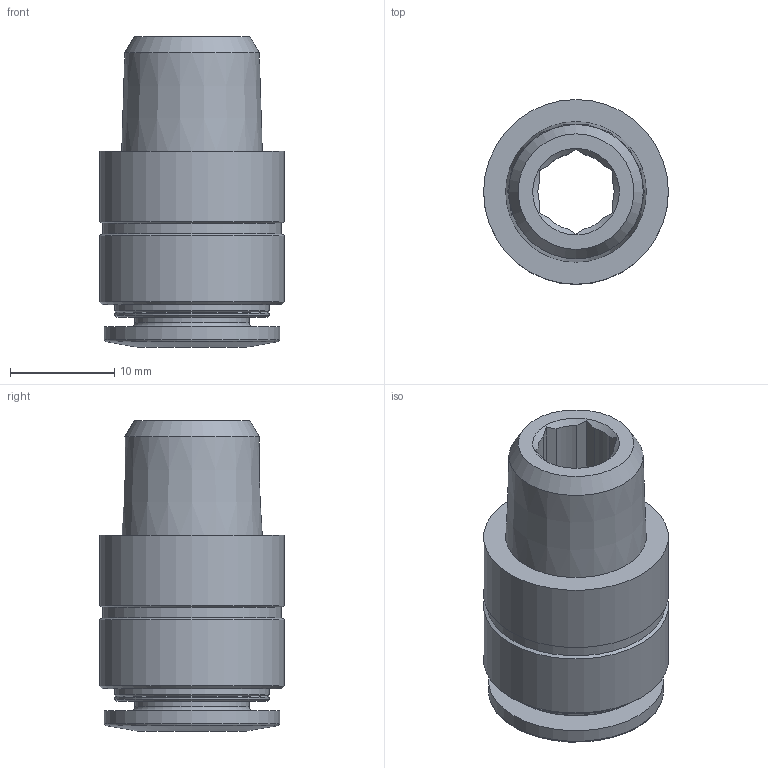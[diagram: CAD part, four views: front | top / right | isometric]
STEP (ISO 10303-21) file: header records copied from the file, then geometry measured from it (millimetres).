
FILE_DESCRIPTION(/* description */ ('STEP AP214'),/* implementation_level */ '2;1');
FILE_NAME(/* name */ '183744_QS-1_4-3_8-I-U-M',/* time_stamp */ '2024-09-14T05:38:57+02:00',/* author */ ('License CC BY-ND 4.0'),/* organization */ ('CADENAS'),/* preprocessor_version */ 'ST-DEVELOPER v19.3',/* originating_system */ 'PARTsolutions',/* authorisation */ ' ');
FILE_SCHEMA (('AUTOMOTIVE_DESIGN {1 0 10303 214 3 1 1}'));
Length unit declared in the file: millimetre
Products named in the file (1): 183744 QS-1/4-3/8-I-U-M
Bounding box: 17.7 x 17.7 x 29.8 mm (x, y, z)
Volume: 3871.7 mm3; surface area: 2883.1 mm2
Topology: 1 solids, 1 shells, 45 faces, 104 edges, 65 vertices
Faces by surface type: plane 18, cylinder 14, cone 10, torus 3
Full cylindrical faces by diameter (mm): 9.525 x1, 10.925 x1, 14.8 x2, 16.8 x1, 17.1 x1, 17.7 x2
Entity records: 1495 total; most frequent: CARTESIAN_POINT 224, DIRECTION 198, ORIENTED_EDGE 160, AXIS2_PLACEMENT_3D 84, EDGE_CURVE 80, EDGE_LOOP 72, FACE_BOUND 72, VERTEX_POINT 62
